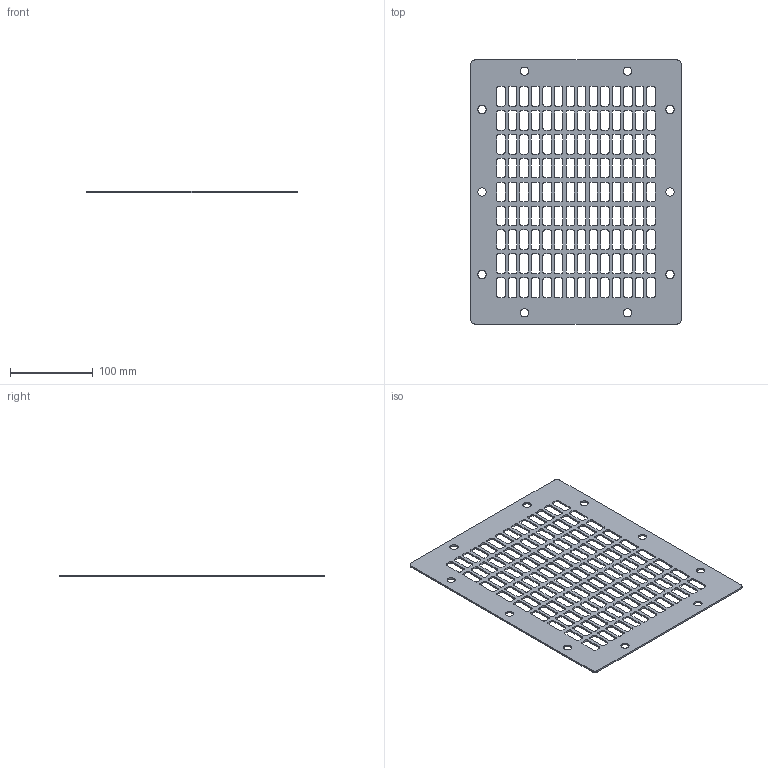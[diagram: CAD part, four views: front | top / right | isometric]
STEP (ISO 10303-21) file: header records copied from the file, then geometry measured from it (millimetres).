
FILE_DESCRIPTION (( 'STEP AP203' ), '1' );
FILE_NAME ('5RE7515_Outlet Guard AL 280.STEP', '2022-03-02T14:49:08', ( '' ), ( '' ), 'SwSTEP 2.0', 'SolidWorks 2018', '' );
FILE_SCHEMA (( 'CONFIG_CONTROL_DESIGN' ));
Length unit declared in the file: millimetre
Products named in the file (1): 5RE7515_Outlet Guard AL 280
Bounding box: 255 x 320 x 2 mm (x, y, z)
Volume: 101971.6 mm3; surface area: 121153.4 mm2
Topology: 1 solids, 1 shells, 1038 faces, 3108 edges, 2072 vertices
Faces by surface type: cylinder 528, plane 510
Entity records: 35889 total; most frequent: DIRECTION 6242, CARTESIAN_POINT 6219, ORIENTED_EDGE 6216, EDGE_CURVE 3108, AXIS2_PLACEMENT_3D 2095, VERTEX_POINT 2072, LINE 2052, VECTOR 2052
